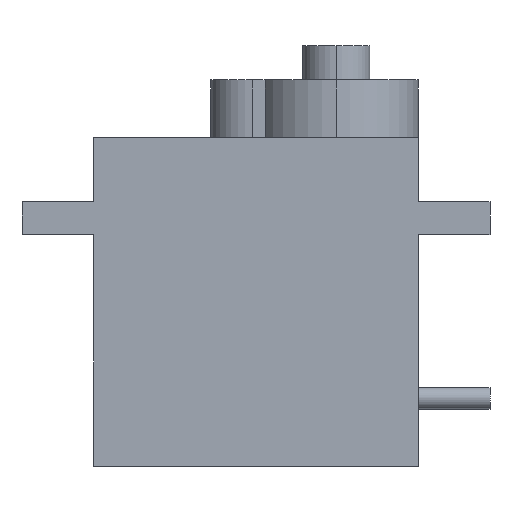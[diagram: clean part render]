
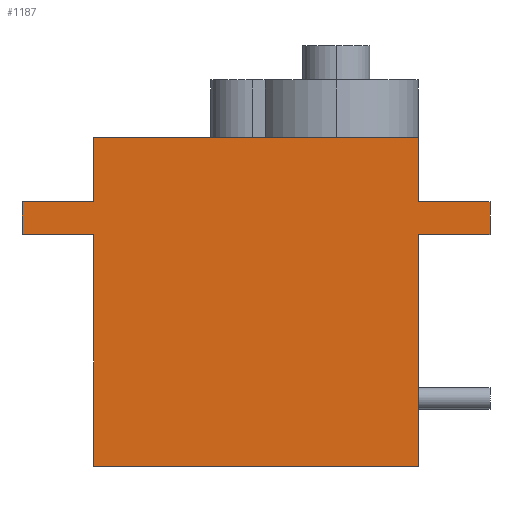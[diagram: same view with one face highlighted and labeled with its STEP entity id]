
A CAD part, left-side view. The second image highlights one B-rep face of the part: STEP entity #1187.
In plain terms, the highlighted planar face has unit normal (-1, 0, 0).
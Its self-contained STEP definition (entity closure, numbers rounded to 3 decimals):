
#10 = VECTOR ( 'NONE', #1479, 1000. ) ;
#14 = VECTOR ( 'NONE', #1464, 1000. ) ;
#16 = LINE ( 'NONE', #1474, #10 ) ;
#21 = LINE ( 'NONE', #1453, #14 ) ;
#23 = VECTOR ( 'NONE', #1439, 1000. ) ;
#24 = LINE ( 'NONE', #1416, #23 ) ;
#34 = VECTOR ( 'NONE', #1407, 1000. ) ;
#39 = VECTOR ( 'NONE', #1460, 1000. ) ;
#41 = LINE ( 'NONE', #1475, #34 ) ;
#43 = LINE ( 'NONE', #1394, #39 ) ;
#92 = VECTOR ( 'NONE', #1298, 1000. ) ;
#94 = VECTOR ( 'NONE', #1292, 1000. ) ;
#98 = LINE ( 'NONE', #1295, #92 ) ;
#100 = LINE ( 'NONE', #1290, #94 ) ;
#105 = EDGE_CURVE ( 'NONE', #1257, #517, #722, .T. ) ;
#145 = VECTOR ( 'NONE', #1216, 1000. ) ;
#148 = FACE_OUTER_BOUND ( 'NONE', #567, .T. ) ;
#150 = LINE ( 'NONE', #1214, #145 ) ;
#151 = EDGE_CURVE ( 'NONE', #1034, #1028, #1196, .T. ) ;
#161 = EDGE_CURVE ( 'NONE', #676, #1257, #526, .T. ) ;
#186 = CARTESIAN_POINT ( 'NONE',  ( -6.25, -11.35, 16.2 ) ) ;
#187 = VERTEX_POINT ( 'NONE', #564 ) ;
#209 = VERTEX_POINT ( 'NONE', #698 ) ;
#247 = ORIENTED_EDGE ( 'NONE', *, *, #1449, .F. ) ;
#284 = ORIENTED_EDGE ( 'NONE', *, *, #1385, .F. ) ;
#360 = CARTESIAN_POINT ( 'NONE',  ( -6.25, -11.35, 18.5 ) ) ;
#364 = CARTESIAN_POINT ( 'NONE',  ( -6.25, -11.35, 0. ) ) ;
#396 = DIRECTION ( 'NONE',  ( 0., -1., 0. ) ) ;
#409 = ORIENTED_EDGE ( 'NONE', *, *, #1387, .F. ) ;
#438 = LINE ( 'NONE', #1017, #592 ) ;
#453 = VERTEX_POINT ( 'NONE', #845 ) ;
#461 = VECTOR ( 'NONE', #542, 1000. ) ;
#517 = VERTEX_POINT ( 'NONE', #901 ) ;
#523 = CARTESIAN_POINT ( 'NONE',  ( -6.25, 11.35, 23. ) ) ;
#526 = LINE ( 'NONE', #523, #461 ) ;
#529 = CARTESIAN_POINT ( 'NONE',  ( -6.25, -11.35, 23. ) ) ;
#532 = DIRECTION ( 'NONE',  ( 0., 0., -1. ) ) ;
#533 = ORIENTED_EDGE ( 'NONE', *, *, #161, .T. ) ;
#542 = DIRECTION ( 'NONE',  ( 0., 0., -1. ) ) ;
#564 = CARTESIAN_POINT ( 'NONE',  ( -6.25, -16.35, 16.2 ) ) ;
#567 = EDGE_LOOP ( 'NONE', ( #1522, #1459, #284, #409, #1452, #613, #970, #1007, #247, #1318, #669, #533 ) ) ;
#592 = VECTOR ( 'NONE', #1032, 1000. ) ;
#613 = ORIENTED_EDGE ( 'NONE', *, *, #151, .F. ) ;
#669 = ORIENTED_EDGE ( 'NONE', *, *, #1501, .F. ) ;
#676 = VERTEX_POINT ( 'NONE', #1026 ) ;
#682 = EDGE_CURVE ( 'NONE', #1028, #1481, #438, .T. ) ;
#698 = CARTESIAN_POINT ( 'NONE',  ( -6.25, 16.35, 16.2 ) ) ;
#722 = LINE ( 'NONE', #364, #1276 ) ;
#822 = PLANE ( 'NONE',  #856 ) ;
#845 = CARTESIAN_POINT ( 'NONE',  ( -6.25, 11.35, 23. ) ) ;
#856 = AXIS2_PLACEMENT_3D ( 'NONE', #954, #1554, #1210 ) ;
#901 = CARTESIAN_POINT ( 'NONE',  ( -6.25, -11.35, 0. ) ) ;
#903 = VERTEX_POINT ( 'NONE', #186 ) ;
#954 = CARTESIAN_POINT ( 'NONE',  ( -6.25, -11.35, 23. ) ) ;
#970 = ORIENTED_EDGE ( 'NONE', *, *, #1483, .F. ) ;
#1007 = ORIENTED_EDGE ( 'NONE', *, *, #1351, .T. ) ;
#1017 = CARTESIAN_POINT ( 'NONE',  ( -6.25, -11.35, 18.5 ) ) ;
#1026 = CARTESIAN_POINT ( 'NONE',  ( -6.25, 11.35, 16.2 ) ) ;
#1028 = VERTEX_POINT ( 'NONE', #360 ) ;
#1032 = DIRECTION ( 'NONE',  ( 0., -1., 0. ) ) ;
#1034 = VERTEX_POINT ( 'NONE', #1438 ) ;
#1147 = CARTESIAN_POINT ( 'NONE',  ( -6.25, 16.35, 18.5 ) ) ;
#1148 = CARTESIAN_POINT ( 'NONE',  ( -6.25, 11.35, 0. ) ) ;
#1174 = CARTESIAN_POINT ( 'NONE',  ( -6.25, 11.35, 18.5 ) ) ;
#1187 = ADVANCED_FACE ( 'NONE', ( #148 ), #822, .F. ) ;
#1196 = LINE ( 'NONE', #529, #1277 ) ;
#1210 = DIRECTION ( 'NONE',  ( 0., 0., -1. ) ) ;
#1214 = CARTESIAN_POINT ( 'NONE',  ( -6.25, 11.35, 23. ) ) ;
#1216 = DIRECTION ( 'NONE',  ( 0., 0., -1. ) ) ;
#1224 = VERTEX_POINT ( 'NONE', #1147 ) ;
#1257 = VERTEX_POINT ( 'NONE', #1148 ) ;
#1276 = VECTOR ( 'NONE', #396, 1000. ) ;
#1277 = VECTOR ( 'NONE', #532, 1000. ) ;
#1290 = CARTESIAN_POINT ( 'NONE',  ( -6.25, -11.35, 16.2 ) ) ;
#1292 = DIRECTION ( 'NONE',  ( 0., 1., 0. ) ) ;
#1295 = CARTESIAN_POINT ( 'NONE',  ( -6.25, -16.35, 16.2 ) ) ;
#1298 = DIRECTION ( 'NONE',  ( 0., 0., -1. ) ) ;
#1318 = ORIENTED_EDGE ( 'NONE', *, *, #1457, .F. ) ;
#1325 = VERTEX_POINT ( 'NONE', #1174 ) ;
#1351 = EDGE_CURVE ( 'NONE', #453, #1325, #150, .T. ) ;
#1385 = EDGE_CURVE ( 'NONE', #187, #903, #100, .T. ) ;
#1387 = EDGE_CURVE ( 'NONE', #1481, #187, #98, .T. ) ;
#1394 = CARTESIAN_POINT ( 'NONE',  ( -6.25, 11.35, 18.5 ) ) ;
#1407 = DIRECTION ( 'NONE',  ( 0., 0., 1. ) ) ;
#1416 = CARTESIAN_POINT ( 'NONE',  ( -6.25, -11.35, 23. ) ) ;
#1428 = CARTESIAN_POINT ( 'NONE',  ( -6.25, -16.35, 18.5 ) ) ;
#1438 = CARTESIAN_POINT ( 'NONE',  ( -6.25, -11.35, 23. ) ) ;
#1439 = DIRECTION ( 'NONE',  ( 0., -1., 0. ) ) ;
#1449 = EDGE_CURVE ( 'NONE', #1224, #1325, #43, .T. ) ;
#1452 = ORIENTED_EDGE ( 'NONE', *, *, #682, .F. ) ;
#1453 = CARTESIAN_POINT ( 'NONE',  ( -6.25, 11.35, 16.2 ) ) ;
#1457 = EDGE_CURVE ( 'NONE', #209, #1224, #41, .T. ) ;
#1459 = ORIENTED_EDGE ( 'NONE', *, *, #1512, .F. ) ;
#1460 = DIRECTION ( 'NONE',  ( 0., -1., 0. ) ) ;
#1464 = DIRECTION ( 'NONE',  ( 0., 1., 0. ) ) ;
#1474 = CARTESIAN_POINT ( 'NONE',  ( -6.25, -11.35, 23. ) ) ;
#1475 = CARTESIAN_POINT ( 'NONE',  ( -6.25, 16.35, 16.2 ) ) ;
#1479 = DIRECTION ( 'NONE',  ( 0., 0., -1. ) ) ;
#1481 = VERTEX_POINT ( 'NONE', #1428 ) ;
#1483 = EDGE_CURVE ( 'NONE', #453, #1034, #24, .T. ) ;
#1501 = EDGE_CURVE ( 'NONE', #676, #209, #21, .T. ) ;
#1512 = EDGE_CURVE ( 'NONE', #903, #517, #16, .T. ) ;
#1522 = ORIENTED_EDGE ( 'NONE', *, *, #105, .T. ) ;
#1554 = DIRECTION ( 'NONE',  ( 1., 0., 0. ) ) ;
